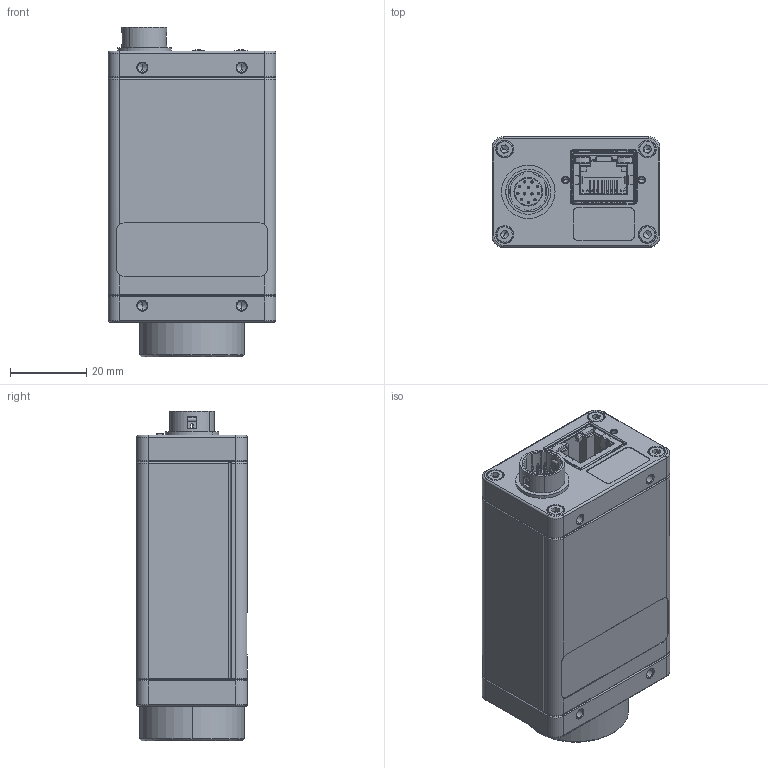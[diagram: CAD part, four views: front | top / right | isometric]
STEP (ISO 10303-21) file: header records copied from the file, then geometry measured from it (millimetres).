
FILE_DESCRIPTION (( 'STEP AP214' ), '1' );
FILE_NAME ('MantaDT_ICXx_ZUS_01.STEP', '2014-11-06T07:09:21', ( '' ), ( '' ), 'SwSTEP 2.0', 'SolidWorks 2013', '' );
FILE_SCHEMA (( 'AUTOMOTIVE_DESIGN' ));
Length unit declared in the file: millimetre
Products named in the file (41): Shielding; 3475_PCBA_MantaDT-SB-ICX625; Insulator; 26-0044_HRS_DF12(3.0)-80DS-0.5V; Pins_4; 3471_PCB MantaDT-SB-ICX625; Pins_6; 3117-嚼01_MantaDT-Rueckwand; Pins_7; K7500344_Stingray_IO-Board; Pins_5; HIROSE-12pol-6kt-Ring; Insulator_2; K7600043_Kabelstecker-12polig-Stift; 3116-嚼03_MantaDT-Deckel; Pins_3; TR-GERFASSUNG-10P40_1; 3115-嚼02_MantaDT-Boden; Pins; PINTR-GER-10P40_1; MantaDT-Frontflansch_ICX625+687_16mm-Filter_ZUS; K7600598_Molex_PicoBlade_vertical_9pole_53047-0910; Pintrõger-10J43_2-1; K5510140_Zylinderschr mit ISK ISO4762_M2.5x10-A2_ISO 4762 M2.5 x 10 --- 10N; PinB-lang-10J43-1; 3118-3119-3491-3492-3493-4137_MantaDT_Abstimmscheibe; PinB-kurz-10J43-1; 3113-D_MantaDT-Frontflansch; MantaDT_ICXx_ZUS_01; HIROSE-12pol-Zahnscheibe; 3160_Manta_Sensorauflage-ICX625-687_gefraest; 3133_MantaDT-IF-PWR-Board; K7600631_Jack-Tab-Up_634008137521; K8150089_Sensor-ICX625AL-BW; LED_green; K4000024_Filterhalter-mit-ASG_geklebt; Pins_1; K5100024_OT-Filter Abschlussglas B270 (16x1)-1; LED_yellow_mir; Pins_2 ...
Assembly tree (57 placements, depth 5):
  MantaDT_ICXx_ZUS_01
    K5510140_Zylinderschr mit ISK ISO4762_M2.5x10-A2_ISO 4762 M2.5 x 10 --- 10N  x8
    3133_MantaDT-IF-PWR-Board
      K7600598_Molex_PicoBlade_vertical_9pole_53047-0910
      K7600631_Jack-Tab-Up_634008137521
        Pins
        Pins_3
        Insulator_2
        Pins_5
        Pins_7
        Pins_6
        Pins_4
        Insulator
        Shielding
        Pins_2
        LED_yellow_mir
        Pins_1
        LED_green
    K7500344_Stingray_IO-Board
      HIROSE-12pol-Zahnscheibe
      K7600043_Kabelstecker-12polig-Stift
        PINTR-GER-10P40_1
          PinB-kurz-10J43-1  x9
          PinB-lang-10J43-1  x3
          Pintrõger-10J43_2-1
        TR-GERFASSUNG-10P40_1
      HIROSE-12pol-6kt-Ring
    3117-嚼01_MantaDT-Rueckwand
    MantaDT-Frontflansch_ICX625+687_16mm-Filter_ZUS
      3475_PCBA_MantaDT-SB-ICX625
        3471_PCB MantaDT-SB-ICX625
        26-0044_HRS_DF12(3.0)-80DS-0.5V
      K4000024_Filterhalter-mit-ASG_geklebt
        K5000806_Filterhalter 16mm-1
        K5100024_OT-Filter Abschlussglas B270 (16x1)-1
      K8150089_Sensor-ICX625AL-BW
      3160_Manta_Sensorauflage-ICX625-687_gefraest
      3113-D_MantaDT-Frontflansch
      3118-3119-3491-3492-3493-4137_MantaDT_Abstimmscheibe
    3115-嚼02_MantaDT-Boden
    3116-嚼03_MantaDT-Deckel
Bounding box: 44 x 29 x 86.4 mm (x, y, z)
Volume: 38546.8 mm3; surface area: 47929 mm2
Topology: 49 solids, 49 shells, 5728 faces, 16701 edges, 10785 vertices
Faces by surface type: plane 4100, cylinder 1045, bspline 255, cone 227, torus 83, sphere 18
Entity records: 192263 total; most frequent: CARTESIAN_POINT 37656, ORIENTED_EDGE 32010, DIRECTION 27848, EDGE_CURVE 16005, VECTOR 13398, LINE 13398, VERTEX_POINT 10414, AXIS2_PLACEMENT_3D 7225
